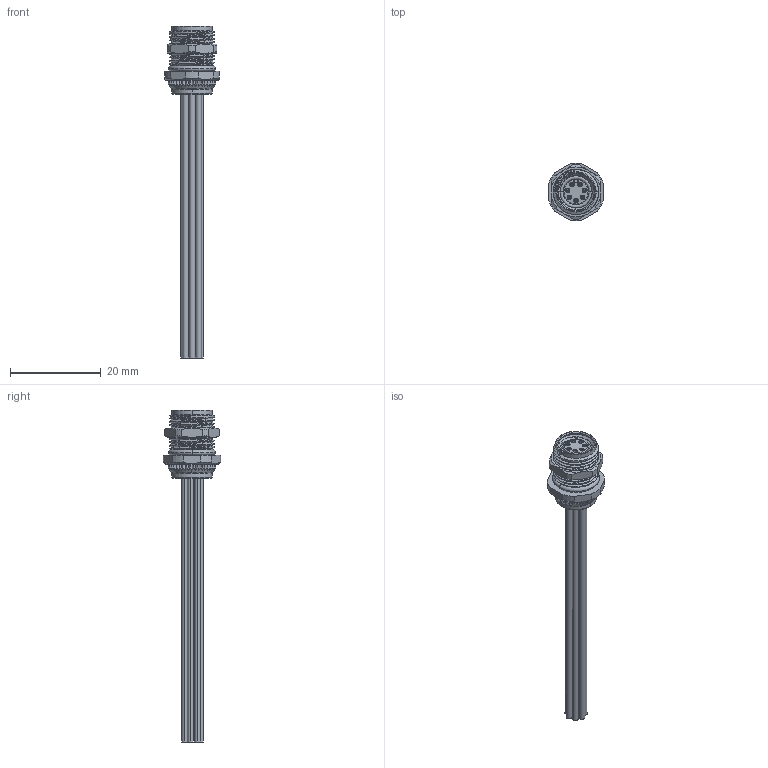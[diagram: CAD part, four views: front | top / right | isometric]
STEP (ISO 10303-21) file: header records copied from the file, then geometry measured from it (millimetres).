
FILE_DESCRIPTION((''),'2;1');
FILE_NAME('8P-K18888_D_877','2025-09-14T',('gongcheng16'),(''),'PRO/ENGINEER BY PARAMETRIC TECHNOLOGY CORPORATION, 2010280','PRO/ENGINEER BY PARAMETRIC TECHNOLOGY CORPORATION, 2010280','');
FILE_SCHEMA(('CONFIG_CONTROL_DESIGN'));
Length unit declared in the file: millimetre
Products named in the file (1): 8P-K18888_D_877
Bounding box: 12 x 12.6 x 73.2 mm (x, y, z)
Volume: 224.5 mm3; surface area: 4600.7 mm2
Topology: 1 solids, 20 shells, 784 faces, 1955 edges, 1228 vertices
Faces by surface type: cylinder 304, plane 270, cone 141, torus 46, bspline 23
Entity records: 29489 total; most frequent: CARTESIAN_POINT 10862, DIRECTION 3941, ORIENTED_EDGE 3854, EDGE_CURVE 1927, AXIS2_PLACEMENT_3D 1557, VERTEX_POINT 1228, EDGE_LOOP 865, VECTOR 827
